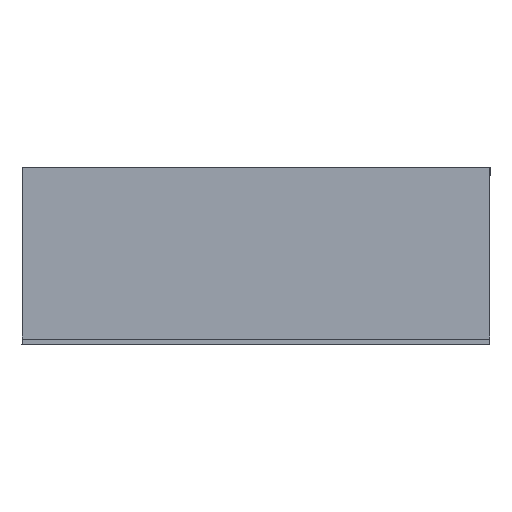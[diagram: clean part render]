
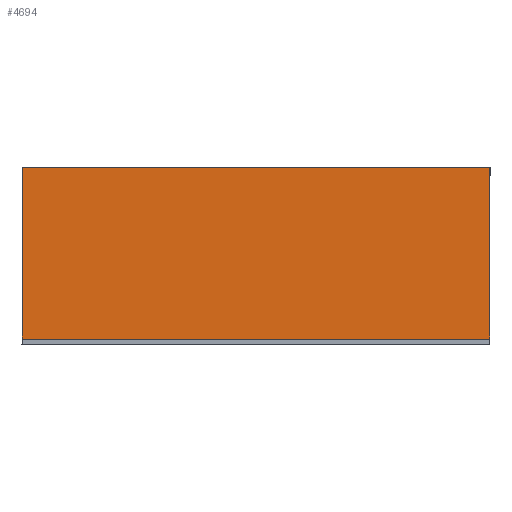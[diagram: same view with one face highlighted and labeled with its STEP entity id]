
A CAD part, front view. The second image highlights one B-rep face of the part: STEP entity #4694.
In plain terms, the highlighted face is planar.
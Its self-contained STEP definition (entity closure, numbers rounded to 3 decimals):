
#174 = VECTOR ( 'NONE', #2702, 1000. ) ;
#552 = CARTESIAN_POINT ( 'NONE',  ( 3., -94., 265. ) ) ;
#690 = DIRECTION ( 'NONE',  ( 0., -1., 0. ) ) ;
#709 = VERTEX_POINT ( 'NONE', #4264 ) ;
#763 = CARTESIAN_POINT ( 'NONE',  ( 3., 0., 0. ) ) ;
#825 = DIRECTION ( 'NONE',  ( 0., -1., 0. ) ) ;
#866 = FACE_OUTER_BOUND ( 'NONE', #6171, .T. ) ;
#1215 = CARTESIAN_POINT ( 'NONE',  ( 3., 100., 265. ) ) ;
#1346 = CARTESIAN_POINT ( 'NONE',  ( 3., 100., 265. ) ) ;
#1368 = ORIENTED_EDGE ( 'NONE', *, *, #1933, .F. ) ;
#1486 = CARTESIAN_POINT ( 'NONE',  ( 3., 100., -265. ) ) ;
#1933 = EDGE_CURVE ( 'NONE', #4317, #4941, #3252, .T. ) ;
#2545 = CARTESIAN_POINT ( 'NONE',  ( 3., 100., 265. ) ) ;
#2702 = DIRECTION ( 'NONE',  ( 0., 0., 1. ) ) ;
#3015 = VERTEX_POINT ( 'NONE', #2545 ) ;
#3121 = EDGE_CURVE ( 'NONE', #3015, #709, #4585, .T. ) ;
#3252 = LINE ( 'NONE', #3775, #174 ) ;
#3476 = DIRECTION ( 'NONE',  ( 0., 0., -1. ) ) ;
#3499 = ORIENTED_EDGE ( 'NONE', *, *, #3929, .T. ) ;
#3744 = VECTOR ( 'NONE', #3476, 1000. ) ;
#3775 = CARTESIAN_POINT ( 'NONE',  ( 3., -94., 265. ) ) ;
#3815 = CARTESIAN_POINT ( 'NONE',  ( 3., -94., -265. ) ) ;
#3929 = EDGE_CURVE ( 'NONE', #3015, #4941, #4971, .T. ) ;
#3932 = PLANE ( 'NONE',  #5993 ) ;
#4264 = CARTESIAN_POINT ( 'NONE',  ( 3., 100., -265. ) ) ;
#4317 = VERTEX_POINT ( 'NONE', #3815 ) ;
#4585 = LINE ( 'NONE', #1346, #3744 ) ;
#4618 = LINE ( 'NONE', #1486, #6326 ) ;
#4694 = ADVANCED_FACE ( 'NONE', ( #866 ), #3932, .T. ) ;
#4879 = ORIENTED_EDGE ( 'NONE', *, *, #3121, .F. ) ;
#4941 = VERTEX_POINT ( 'NONE', #552 ) ;
#4971 = LINE ( 'NONE', #1215, #6872 ) ;
#5077 = DIRECTION ( 'NONE',  ( 0., 0., -1. ) ) ;
#5795 = EDGE_CURVE ( 'NONE', #709, #4317, #4618, .T. ) ;
#5993 = AXIS2_PLACEMENT_3D ( 'NONE', #763, #6707, #5077 ) ;
#6019 = ORIENTED_EDGE ( 'NONE', *, *, #5795, .F. ) ;
#6171 = EDGE_LOOP ( 'NONE', ( #1368, #6019, #4879, #3499 ) ) ;
#6326 = VECTOR ( 'NONE', #825, 1000. ) ;
#6707 = DIRECTION ( 'NONE',  ( 1., 0., 0. ) ) ;
#6872 = VECTOR ( 'NONE', #690, 1000. ) ;
